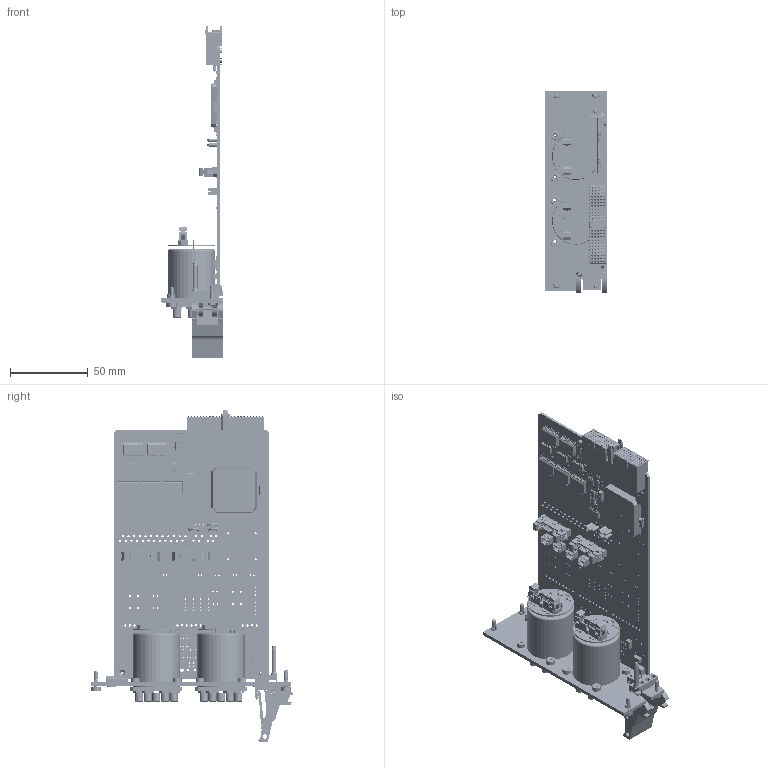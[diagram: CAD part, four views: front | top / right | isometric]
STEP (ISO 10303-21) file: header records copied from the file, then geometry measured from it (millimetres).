
FILE_DESCRIPTION (( 'STEP AP214' ), '1' );
FILE_NAME ('40-784-002 PXI uWave Dual 6CH MUX.STEP', '2013-09-09T10:32:04', ( 'admin' ), ( '' ), 'SwSTEP 2.0', 'SolidWorks 2012', '' );
FILE_SCHEMA (( 'AUTOMOTIVE_DESIGN' ));
Length unit declared in the file: millimetre
Products named in the file (1): 40-784-002 PXI uWave Dual 6CH MUX
Bounding box: 40 x 129.87 x 214.01 mm (x, y, z)
Surface area: 85008 mm2 (no closed solid volume)
Topology: 0 solids, 661 shells, 5023 faces, 23148 edges, 18158 vertices
Faces by surface type: plane 3805, cylinder 1013, torus 82, cone 79, bspline 37, sphere 7
Full cylindrical faces by diameter (mm): 0.5 x16, 0.6 x110, 0.66 x23, 0.75 x56, 0.8 x17, 0.9 x13, 0.92 x4, 0.98 x1, 0.996 x7, 1 x22, 1.2 x8, 1.3 x8, 1.496 x2, 1.5 x59, 1.519 x2, 1.6 x4, 1.721 x20, 2 x7, 2.05 x1, 2.3 x2, 2.497 x1, 2.5 x5, 2.6 x1, 2.7 x1, 2.8 x1, 3 x3, 4.3 x14, 4.7 x1, 5 x5, 5.3 x17
Entity records: 292823 total; most frequent: CARTESIAN_POINT 60037, DIRECTION 35429, ORIENTED_EDGE 30199, EDGE_CURVE 22450, VERTEX_POINT 18042, VECTOR 15853, LINE 15853, AXIS2_PLACEMENT_3D 9788
